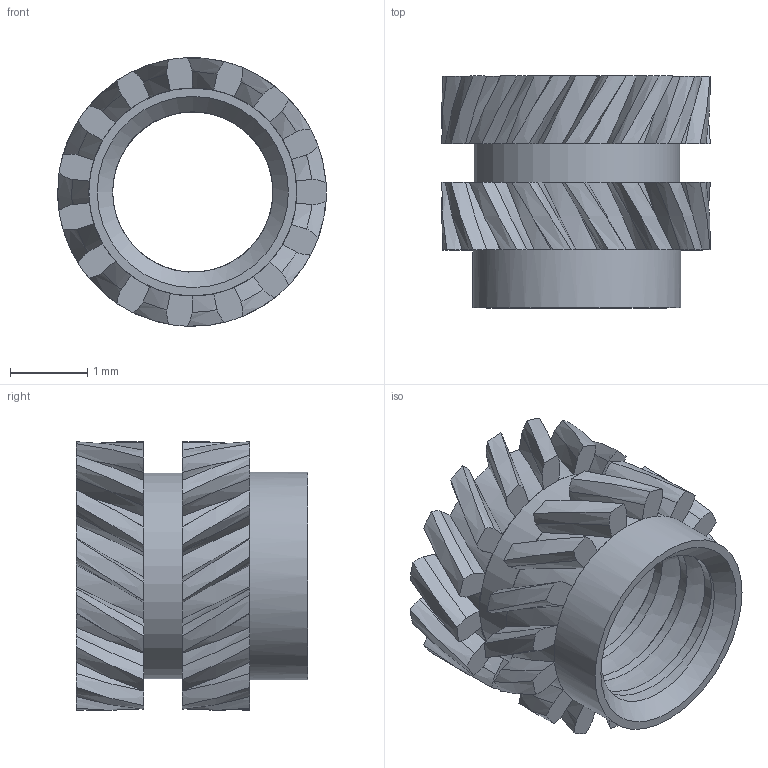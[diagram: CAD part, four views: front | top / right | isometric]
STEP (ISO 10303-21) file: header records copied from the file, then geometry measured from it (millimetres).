
FILE_DESCRIPTION(/* description */ (''),/* implementation_level */ '2;1');
FILE_NAME(/* name */ 'Heat Set Insert - M2.5 3.5mm x 3mm (ODxL) v1.step',/* time_stamp */ '2024-04-01T11:35:22+10:00',/* author */ (''),/* organization */ (''),/* preprocessor_version */ 'ST-DEVELOPER v20',/* originating_system */ 'Autodesk Translation Framework v12.20.1.177',/* authorisation */ '');
FILE_SCHEMA (('AUTOMOTIVE_DESIGN { 1 0 10303 214 3 1 1 }'));
Length unit declared in the file: millimetre
Products named in the file (3): Heat Set Insert - M2.5 3.5mm x 3mm (ODxL); Healical Gear (15R@30.00); Healical Gear (15R@30.00)(Mirror)
Assembly tree (2 placements, depth 2):
  Heat Set Insert - M2.5 3.5mm x 3mm (ODxL)
    Healical Gear (15R@30.00)
    Healical Gear (15R@30.00)(Mirror)
Bounding box: 3.48 x 3 x 3.48 mm (x, y, z)
Volume: 7.7 mm3; surface area: 95 mm2
Topology: 1 solids, 1 shells, 263 faces, 753 edges, 492 vertices
Faces by surface type: bspline 152, plane 63, cylinder 47, cone 1
Full cylindrical faces by diameter (mm): 2.075 x2, 2.58 x1, 2.666 x1, 2.69 x1
Entity records: 19398 total; most frequent: CARTESIAN_POINT 13943, ORIENTED_EDGE 1506, EDGE_CURVE 753, DIRECTION 638, VERTEX_POINT 492, B_SPLINE_CURVE_WITH_KNOTS 331, AXIS2_PLACEMENT_3D 280, EDGE_LOOP 265
